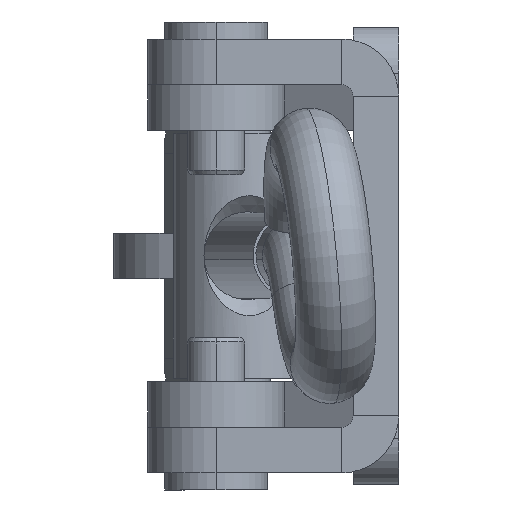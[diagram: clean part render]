
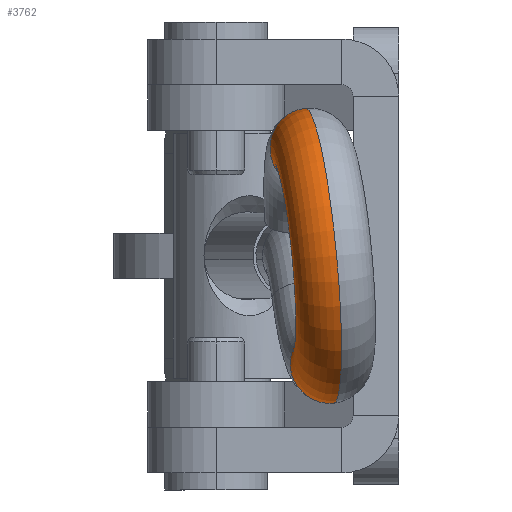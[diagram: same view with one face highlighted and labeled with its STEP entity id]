
A CAD part, left-side view. The second image highlights one B-rep face of the part: STEP entity #3762.
In plain terms, the highlighted toroidal (fillet/blend) face has major radius 9.482 mm and minor radius 3.5 mm.
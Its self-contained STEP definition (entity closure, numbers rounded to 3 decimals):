
#93 = DIRECTION ( 'NONE',  ( 0., 0., 1. ) ) ;
#126 = CARTESIAN_POINT ( 'NONE',  ( 2.465, 73.604, 0. ) ) ;
#174 = DIRECTION ( 'NONE',  ( 0., 0., -1. ) ) ;
#384 = AXIS2_PLACEMENT_3D ( 'NONE', #1178, #3646, #1530 ) ;
#553 = DIRECTION ( 'NONE',  ( 0., 0., 1. ) ) ;
#995 = VERTEX_POINT ( 'NONE', #3282 ) ;
#1049 = EDGE_LOOP ( 'NONE', ( #2365, #1312, #2029, #1573 ) ) ;
#1075 = AXIS2_PLACEMENT_3D ( 'NONE', #1577, #4064, #1937 ) ;
#1178 = CARTESIAN_POINT ( 'NONE',  ( -3.518, 73.604, 0. ) ) ;
#1260 = CIRCLE ( 'NONE', #1411, 3.5 ) ;
#1312 = ORIENTED_EDGE ( 'NONE', *, *, #1890, .T. ) ;
#1392 = VERTEX_POINT ( 'NONE', #126 ) ;
#1411 = AXIS2_PLACEMENT_3D ( 'NONE', #4426, #2302, #174 ) ;
#1416 = EDGE_CURVE ( 'NONE', #995, #2093, #2326, .T. ) ;
#1530 = DIRECTION ( 'NONE',  ( 1., 0., 0. ) ) ;
#1573 = ORIENTED_EDGE ( 'NONE', *, *, #3058, .F. ) ;
#1577 = CARTESIAN_POINT ( 'NONE',  ( -13., 73.604, 0. ) ) ;
#1890 = EDGE_CURVE ( 'NONE', #2487, #995, #4301, .T. ) ;
#1937 = DIRECTION ( 'NONE',  ( -1., 0., 0. ) ) ;
#1995 = CIRCLE ( 'NONE', #4542, 5.982 ) ;
#2029 = ORIENTED_EDGE ( 'NONE', *, *, #1416, .T. ) ;
#2093 = VERTEX_POINT ( 'NONE', #2864 ) ;
#2286 = TOROIDAL_SURFACE ( 'NONE', #2400, 9.482, 3.5 ) ;
#2302 = DIRECTION ( 'NONE',  ( 0., -1., 0. ) ) ;
#2326 = CIRCLE ( 'NONE', #1075, 3.5 ) ;
#2339 = EDGE_CURVE ( 'NONE', #2487, #1392, #1260, .T. ) ;
#2365 = ORIENTED_EDGE ( 'NONE', *, *, #2339, .F. ) ;
#2400 = AXIS2_PLACEMENT_3D ( 'NONE', #3629, #93, #3288 ) ;
#2487 = VERTEX_POINT ( 'NONE', #4167 ) ;
#2674 = CARTESIAN_POINT ( 'NONE',  ( -3.518, 73.604, 0. ) ) ;
#2864 = CARTESIAN_POINT ( 'NONE',  ( -9.5, 73.604, 0. ) ) ;
#3032 = DIRECTION ( 'NONE',  ( 1., 0., 0. ) ) ;
#3058 = EDGE_CURVE ( 'NONE', #1392, #2093, #1995, .T. ) ;
#3106 = FACE_OUTER_BOUND ( 'NONE', #1049, .T. ) ;
#3282 = CARTESIAN_POINT ( 'NONE',  ( -16.5, 73.604, 0. ) ) ;
#3288 = DIRECTION ( 'NONE',  ( 1., 0., 0. ) ) ;
#3629 = CARTESIAN_POINT ( 'NONE',  ( -3.518, 73.604, 0. ) ) ;
#3646 = DIRECTION ( 'NONE',  ( 0., 0., 1. ) ) ;
#3762 = ADVANCED_FACE ( 'NONE', ( #3106 ), #2286, .T. ) ;
#4064 = DIRECTION ( 'NONE',  ( 0., 1., 0. ) ) ;
#4167 = CARTESIAN_POINT ( 'NONE',  ( 9.465, 73.604, 0. ) ) ;
#4301 = CIRCLE ( 'NONE', #384, 12.982 ) ;
#4426 = CARTESIAN_POINT ( 'NONE',  ( 5.965, 73.604, 0. ) ) ;
#4542 = AXIS2_PLACEMENT_3D ( 'NONE', #2674, #553, #3032 ) ;
